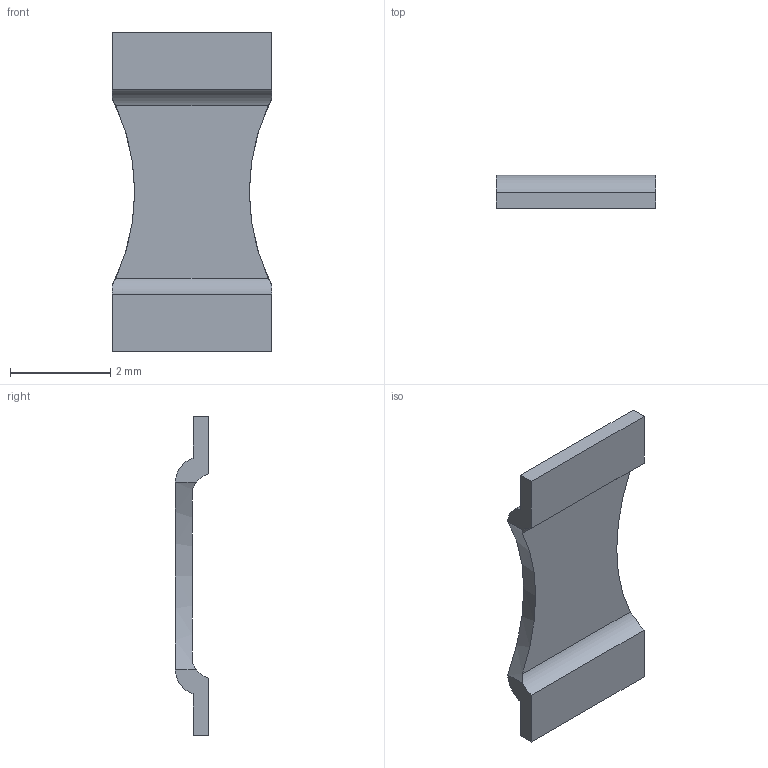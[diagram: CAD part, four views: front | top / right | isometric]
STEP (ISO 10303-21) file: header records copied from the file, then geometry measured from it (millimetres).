
FILE_DESCRIPTION (( 'STEP AP214' ), '1' );
FILE_NAME ('Sense Resistor.STEP', '2019-08-28T06:36:57', ( '' ), ( '' ), 'SwSTEP 2.0', 'SolidWorks 2017', '' );
FILE_SCHEMA (( 'AUTOMOTIVE_DESIGN' ));
Length unit declared in the file: millimetre
Products named in the file (1): Sense Resistor
Bounding box: 3.18 x 0.66 x 6.35 mm (x, y, z)
Volume: 6.5 mm3; surface area: 44.4 mm2
Topology: 1 solids, 1 shells, 18 faces, 44 edges, 28 vertices
Faces by surface type: plane 12, cylinder 6
Entity records: 610 total; most frequent: CARTESIAN_POINT 103, DIRECTION 90, ORIENTED_EDGE 88, EDGE_CURVE 44, AXIS2_PLACEMENT_3D 31, LINE 28, VERTEX_POINT 28, VECTOR 28
